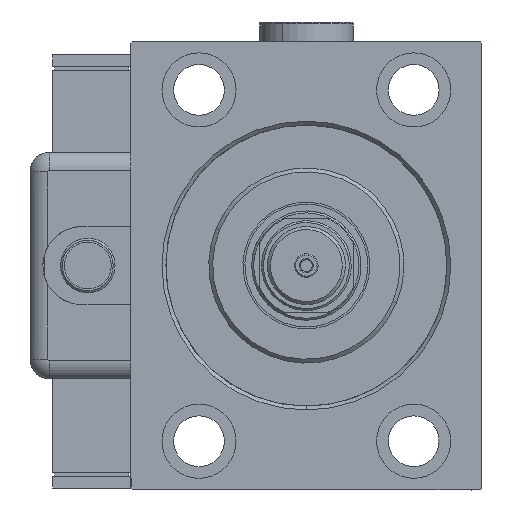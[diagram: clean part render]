
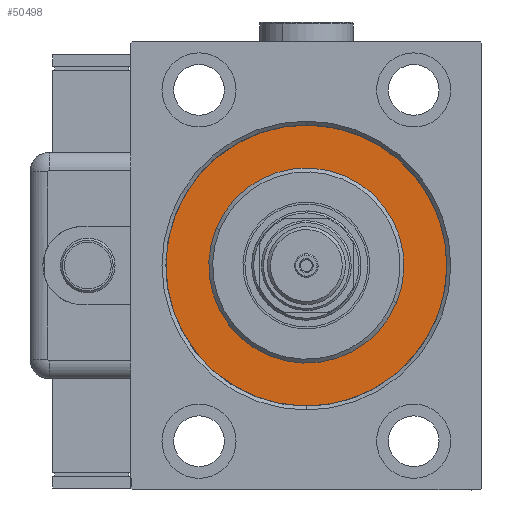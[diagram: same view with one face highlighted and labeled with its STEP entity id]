
A CAD part, left-side view. The second image highlights one B-rep face of the part: STEP entity #50498.
In plain terms, the highlighted face is planar.
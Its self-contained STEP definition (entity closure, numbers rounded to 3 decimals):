
#5155 = FACE_BOUND ( 'NONE', #61693, .T. ) ;
#5722 = ORIENTED_EDGE ( 'NONE', *, *, #37740, .F. ) ;
#10015 = ORIENTED_EDGE ( 'NONE', *, *, #50737, .F. ) ;
#12969 = AXIS2_PLACEMENT_3D ( 'NONE', #15259, #17882, #37738 ) ;
#15040 = VERTEX_POINT ( 'NONE', #35031 ) ;
#15259 = CARTESIAN_POINT ( 'NONE',  ( 0., 0., 0. ) ) ;
#16482 = CARTESIAN_POINT ( 'NONE',  ( 0., 0., 0. ) ) ;
#17882 = DIRECTION ( 'NONE',  ( 1., 0., 0. ) ) ;
#18116 = PLANE ( 'NONE',  #60756 ) ;
#18249 = CARTESIAN_POINT ( 'NONE',  ( 0., 0., 0. ) ) ;
#22692 = ORIENTED_EDGE ( 'NONE', *, *, #36070, .F. ) ;
#23476 = FACE_OUTER_BOUND ( 'NONE', #60774, .T. ) ;
#24143 = CIRCLE ( 'NONE', #33185, 36. ) ;
#25252 = CARTESIAN_POINT ( 'NONE',  ( 0., 0., 0. ) ) ;
#25562 = DIRECTION ( 'NONE',  ( -1., 0., 0. ) ) ;
#27084 = DIRECTION ( 'NONE',  ( 0., 0., -1. ) ) ;
#29476 = AXIS2_PLACEMENT_3D ( 'NONE', #18249, #37480, #27084 ) ;
#32578 = AXIS2_PLACEMENT_3D ( 'NONE', #16482, #45184, #56183 ) ;
#33185 = AXIS2_PLACEMENT_3D ( 'NONE', #25252, #25562, #44487 ) ;
#35031 = CARTESIAN_POINT ( 'NONE',  ( 0., 0., -36. ) ) ;
#36070 = EDGE_CURVE ( 'NONE', #40738, #55472, #49256, .T. ) ;
#37480 = DIRECTION ( 'NONE',  ( 1., 0., 0. ) ) ;
#37656 = DIRECTION ( 'NONE',  ( 0., 0., 1. ) ) ;
#37738 = DIRECTION ( 'NONE',  ( 0., 0., -1. ) ) ;
#37740 = EDGE_CURVE ( 'NONE', #15040, #45905, #24143, .T. ) ;
#40560 = CIRCLE ( 'NONE', #29476, 25. ) ;
#40738 = VERTEX_POINT ( 'NONE', #58096 ) ;
#40945 = ORIENTED_EDGE ( 'NONE', *, *, #49274, .F. ) ;
#42637 = CIRCLE ( 'NONE', #32578, 36. ) ;
#44487 = DIRECTION ( 'NONE',  ( 0., 0., 1. ) ) ;
#45184 = DIRECTION ( 'NONE',  ( -1., 0., 0. ) ) ;
#45905 = VERTEX_POINT ( 'NONE', #57543 ) ;
#48057 = DIRECTION ( 'NONE',  ( -1., 0., 0. ) ) ;
#49256 = CIRCLE ( 'NONE', #12969, 25. ) ;
#49274 = EDGE_CURVE ( 'NONE', #55472, #40738, #40560, .T. ) ;
#50498 = ADVANCED_FACE ( 'NONE', ( #5155, #23476 ), #18116, .F. ) ;
#50737 = EDGE_CURVE ( 'NONE', #45905, #15040, #42637, .T. ) ;
#55472 = VERTEX_POINT ( 'NONE', #61268 ) ;
#56183 = DIRECTION ( 'NONE',  ( 0., 0., 1. ) ) ;
#56880 = CARTESIAN_POINT ( 'NONE',  ( 0., 0., 0. ) ) ;
#57543 = CARTESIAN_POINT ( 'NONE',  ( 0., 0., 36. ) ) ;
#58096 = CARTESIAN_POINT ( 'NONE',  ( 0., 0., -25. ) ) ;
#60756 = AXIS2_PLACEMENT_3D ( 'NONE', #56880, #48057, #37656 ) ;
#60774 = EDGE_LOOP ( 'NONE', ( #5722, #10015 ) ) ;
#61268 = CARTESIAN_POINT ( 'NONE',  ( 0., 0., 25. ) ) ;
#61693 = EDGE_LOOP ( 'NONE', ( #40945, #22692 ) ) ;
